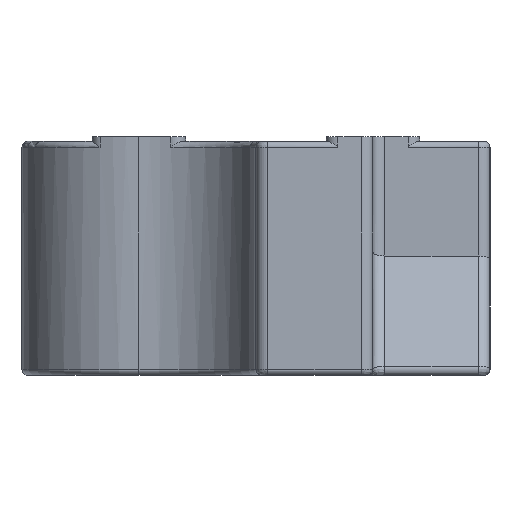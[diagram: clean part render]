
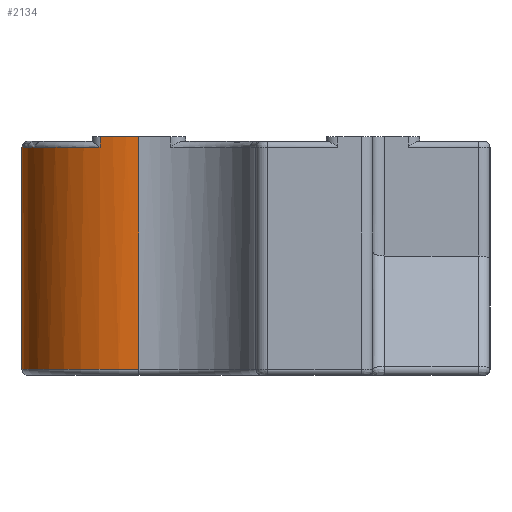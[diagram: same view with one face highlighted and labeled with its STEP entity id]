
A CAD part, left-side view. The second image highlights one B-rep face of the part: STEP entity #2134.
In plain terms, the highlighted cylindrical face has radius 10 mm (diameter 20 mm), a partial arc.
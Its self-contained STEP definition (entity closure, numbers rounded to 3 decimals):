
#127=LINE('',#3427,#275);
#155=LINE('',#3854,#303);
#156=LINE('',#3857,#304);
#275=VECTOR('',#2641,10.);
#303=VECTOR('',#2829,10.);
#304=VECTOR('',#2832,10.);
#419=CYLINDRICAL_SURFACE('',#2365,10.);
#509=FACE_OUTER_BOUND('',#644,.T.);
#644=EDGE_LOOP('',(#1645,#1646,#1647,#1648,#1649,#1650));
#800=CIRCLE('',#2283,10.);
#819=CIRCLE('',#2311,10.);
#853=CIRCLE('',#2366,10.);
#969=VERTEX_POINT('',#3404);
#970=VERTEX_POINT('',#3406);
#973=VERTEX_POINT('',#3425);
#994=VERTEX_POINT('',#3548);
#1033=VERTEX_POINT('',#3853);
#1034=VERTEX_POINT('',#3855);
#1177=EDGE_CURVE('',#969,#970,#800,.T.);
#1182=EDGE_CURVE('',#969,#973,#127,.T.);
#1213=EDGE_CURVE('',#994,#973,#819,.T.);
#1273=EDGE_CURVE('',#994,#1033,#155,.T.);
#1274=EDGE_CURVE('',#1034,#1033,#853,.T.);
#1275=EDGE_CURVE('',#970,#1034,#156,.T.);
#1645=ORIENTED_EDGE('',*,*,#1177,.F.);
#1646=ORIENTED_EDGE('',*,*,#1182,.T.);
#1647=ORIENTED_EDGE('',*,*,#1213,.F.);
#1648=ORIENTED_EDGE('',*,*,#1273,.T.);
#1649=ORIENTED_EDGE('',*,*,#1274,.F.);
#1650=ORIENTED_EDGE('',*,*,#1275,.F.);
#2134=ADVANCED_FACE('',(#509),#419,.T.);
#2283=AXIS2_PLACEMENT_3D('',#3407,#2633,#2634);
#2311=AXIS2_PLACEMENT_3D('',#3550,#2701,#2702);
#2365=AXIS2_PLACEMENT_3D('',#3852,#2827,#2828);
#2366=AXIS2_PLACEMENT_3D('',#3856,#2830,#2831);
#2633=DIRECTION('center_axis',(0.,0.,1.));
#2634=DIRECTION('ref_axis',(-0.577,0.816,0.));
#2641=DIRECTION('',(0.,0.,-1.));
#2701=DIRECTION('center_axis',(0.,0.,-1.));
#2702=DIRECTION('ref_axis',(-0.707,0.707,0.));
#2827=DIRECTION('center_axis',(0.,0.,-1.));
#2828=DIRECTION('ref_axis',(-0.707,0.707,0.));
#2829=DIRECTION('',(0.,0.,1.));
#2830=DIRECTION('center_axis',(0.,0.,1.));
#2831=DIRECTION('ref_axis',(0.,1.,0.));
#2832=DIRECTION('',(0.,0.,1.));
#3404=CARTESIAN_POINT('',(-10.,40.,19.5));
#3406=CARTESIAN_POINT('',(-19.428,33.333,19.5));
#3407=CARTESIAN_POINT('Origin',(-10.,30.,19.5));
#3425=CARTESIAN_POINT('',(-10.,40.,0.5));
#3427=CARTESIAN_POINT('',(-10.,40.,5.));
#3548=CARTESIAN_POINT('',(-20.,30.,0.5));
#3550=CARTESIAN_POINT('Origin',(-10.,30.,0.5));
#3852=CARTESIAN_POINT('Origin',(-10.,30.,5.));
#3853=CARTESIAN_POINT('',(-20.,30.,20.4));
#3854=CARTESIAN_POINT('',(-20.,30.,20.));
#3855=CARTESIAN_POINT('',(-19.428,33.333,20.4));
#3856=CARTESIAN_POINT('Origin',(-10.,30.,20.4));
#3857=CARTESIAN_POINT('',(-19.428,33.333,5.));
